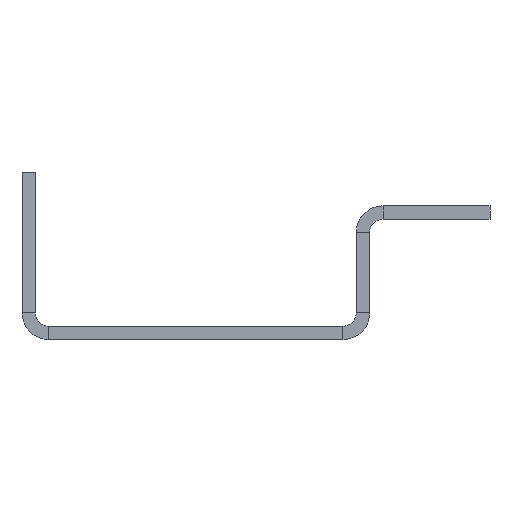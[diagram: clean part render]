
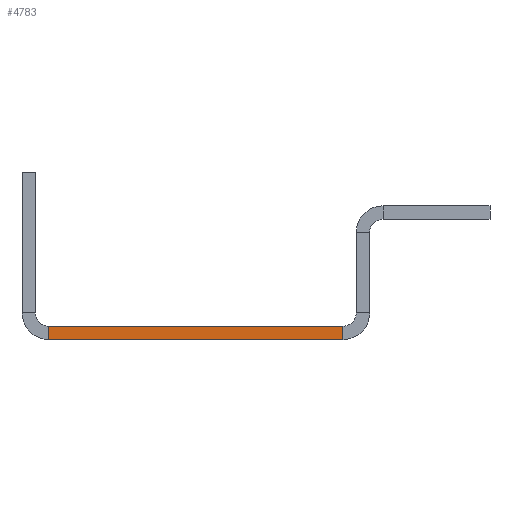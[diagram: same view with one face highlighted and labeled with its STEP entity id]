
A CAD part, front view. The second image highlights one B-rep face of the part: STEP entity #4783.
In plain terms, the highlighted planar face has unit normal (0, -1, 0).
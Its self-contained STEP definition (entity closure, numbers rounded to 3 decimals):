
#1589 = VERTEX_POINT ( 'NONE', #17681 ) ;
#1820 = DIRECTION ( 'NONE',  ( 0., -1., 0. ) ) ;
#2485 = EDGE_CURVE ( 'NONE', #4567, #13661, #25437, .T. ) ;
#4567 = VERTEX_POINT ( 'NONE', #8505 ) ;
#4783 = ADVANCED_FACE ( 'NONE', ( #9931 ), #5599, .T. ) ;
#4986 = CARTESIAN_POINT ( 'NONE',  ( -22., -635., 0. ) ) ;
#5199 = LINE ( 'NONE', #25447, #19523 ) ;
#5425 = ORIENTED_EDGE ( 'NONE', *, *, #19528, .F. ) ;
#5599 = PLANE ( 'NONE',  #5841 ) ;
#5841 = AXIS2_PLACEMENT_3D ( 'NONE', #11829, #1820, #26384 ) ;
#6227 = CARTESIAN_POINT ( 'NONE',  ( -22., -635., 0. ) ) ;
#6726 = VERTEX_POINT ( 'NONE', #4986 ) ;
#6944 = CARTESIAN_POINT ( 'NONE',  ( -26., -635., -2. ) ) ;
#8505 = CARTESIAN_POINT ( 'NONE',  ( -22., -635., -2. ) ) ;
#8730 = DIRECTION ( 'NONE',  ( 0., 0., -1. ) ) ;
#9931 = FACE_OUTER_BOUND ( 'NONE', #10686, .T. ) ;
#10386 = DIRECTION ( 'NONE',  ( 1., 0., 0. ) ) ;
#10639 = EDGE_CURVE ( 'NONE', #6726, #4567, #24717, .T. ) ;
#10686 = EDGE_LOOP ( 'NONE', ( #5425, #16580, #15848, #19765 ) ) ;
#11276 = DIRECTION ( 'NONE',  ( 1., 0., 0. ) ) ;
#11829 = CARTESIAN_POINT ( 'NONE',  ( -26., -635., -2. ) ) ;
#12505 = CARTESIAN_POINT ( 'NONE',  ( 22., -635., -2. ) ) ;
#13661 = VERTEX_POINT ( 'NONE', #12505 ) ;
#14476 = DIRECTION ( 'NONE',  ( 0., 0., -1. ) ) ;
#14581 = LINE ( 'NONE', #26710, #26038 ) ;
#14629 = VECTOR ( 'NONE', #11276, 1000. ) ;
#15848 = ORIENTED_EDGE ( 'NONE', *, *, #2485, .T. ) ;
#16580 = ORIENTED_EDGE ( 'NONE', *, *, #10639, .T. ) ;
#17681 = CARTESIAN_POINT ( 'NONE',  ( 22., -635., 0. ) ) ;
#18388 = VECTOR ( 'NONE', #14476, 1000. ) ;
#19523 = VECTOR ( 'NONE', #8730, 1000. ) ;
#19528 = EDGE_CURVE ( 'NONE', #6726, #1589, #14581, .T. ) ;
#19765 = ORIENTED_EDGE ( 'NONE', *, *, #19888, .F. ) ;
#19888 = EDGE_CURVE ( 'NONE', #1589, #13661, #5199, .T. ) ;
#24717 = LINE ( 'NONE', #6227, #18388 ) ;
#25437 = LINE ( 'NONE', #6944, #14629 ) ;
#25447 = CARTESIAN_POINT ( 'NONE',  ( 22., -635., 0. ) ) ;
#26038 = VECTOR ( 'NONE', #10386, 1000. ) ;
#26384 = DIRECTION ( 'NONE',  ( 0., 0., -1. ) ) ;
#26710 = CARTESIAN_POINT ( 'NONE',  ( -26., -635., 0. ) ) ;
